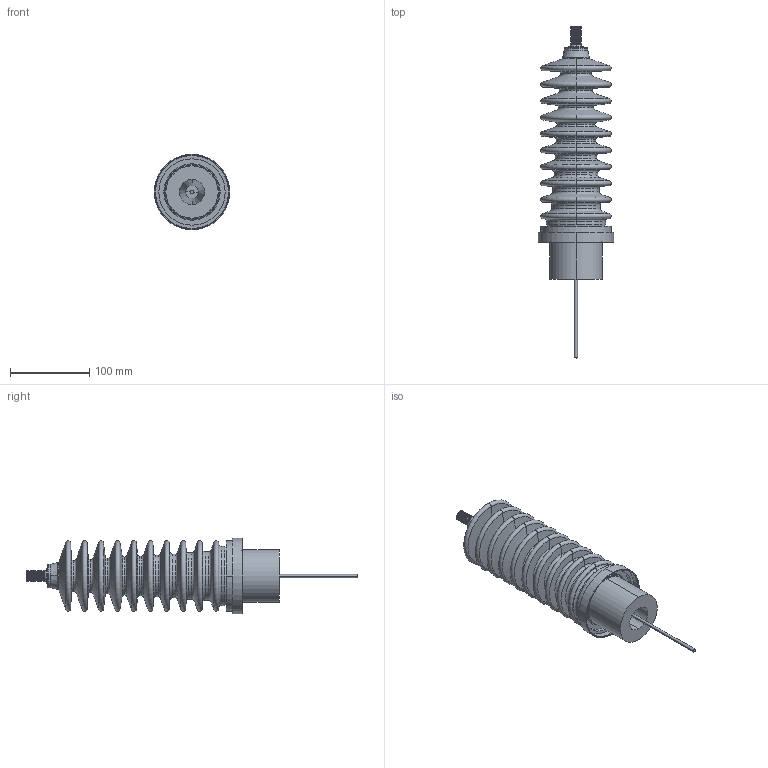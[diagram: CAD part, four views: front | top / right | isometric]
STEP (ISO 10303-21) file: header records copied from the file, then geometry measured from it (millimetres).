
FILE_DESCRIPTION (( 'STEP AP203' ), '1' );
FILE_NAME ('A20323-1-W.STEP', '2020-05-13T11:57:58', ( '' ), ( '' ), 'SwSTEP 2.0', 'SolidWorks 2020', '' );
FILE_SCHEMA (( 'CONFIG_CONTROL_DESIGN' ));
Length unit declared in the file: inch
Products named in the file (1): A20323-1-W
Bounding box: 95.25 x 419.1 x 95.25 mm (x, y, z)
Volume: 939965.4 mm3; surface area: 168416.3 mm2
Topology: 1 solids, 2 shells, 238 faces, 480 edges, 258 vertices
Faces by surface type: cone 122, torus 64, cylinder 36, plane 16
Entity records: 6219 total; most frequent: DIRECTION 1280, CARTESIAN_POINT 977, ORIENTED_EDGE 960, AXIS2_PLACEMENT_3D 561, EDGE_CURVE 480, CIRCLE 322, VERTEX_POINT 258, EDGE_LOOP 252
